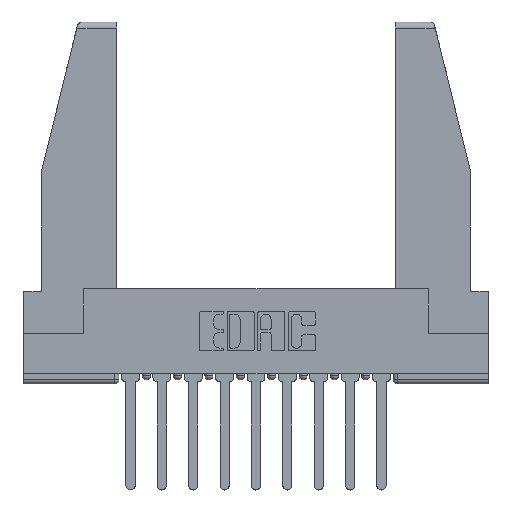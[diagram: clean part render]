
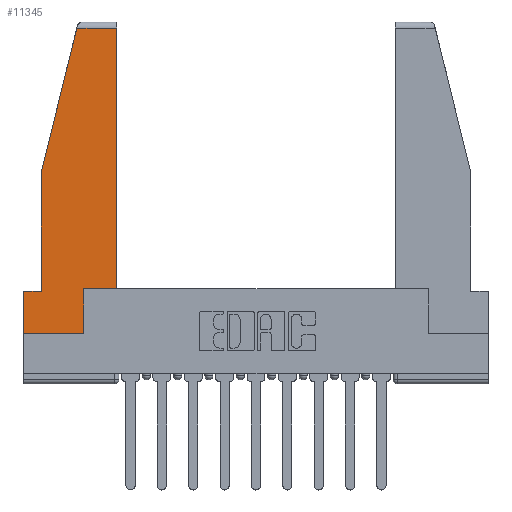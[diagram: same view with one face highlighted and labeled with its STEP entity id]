
A CAD part, top view. The second image highlights one B-rep face of the part: STEP entity #11345.
In plain terms, the highlighted planar face has unit normal (0, 0, 1).
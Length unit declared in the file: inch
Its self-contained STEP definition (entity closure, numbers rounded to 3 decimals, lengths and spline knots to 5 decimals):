
#32 = VECTOR ( 'NONE', #55, 39.37008 ) ;
#55 = DIRECTION ( 'NONE',  ( 1., 0., 0. ) ) ;
#130 = EDGE_LOOP ( 'NONE', ( #3340, #9168, #8264, #3055, #1347, #13009, #8979, #3216, #10415 ) ) ;
#234 = CARTESIAN_POINT ( 'NONE',  ( 0.2636, 1.52, 0. ) ) ;
#625 = VERTEX_POINT ( 'NONE', #1052 ) ;
#1052 = CARTESIAN_POINT ( 'NONE',  ( 0.086, 0.8, 0. ) ) ;
#1285 = DIRECTION ( 'NONE',  ( 1., 0., 0. ) ) ;
#1347 = ORIENTED_EDGE ( 'NONE', *, *, #2469, .T. ) ;
#2167 = EDGE_CURVE ( 'NONE', #7639, #7499, #6431, .T. ) ;
#2207 = DIRECTION ( 'NONE',  ( -0.239, -0.971, 0. ) ) ;
#2268 = EDGE_CURVE ( 'NONE', #6844, #11095, #13417, .T. ) ;
#2295 = LINE ( 'NONE', #6750, #32 ) ;
#2338 = CARTESIAN_POINT ( 'NONE',  ( 0., 0.21, 0. ) ) ;
#2461 = FACE_OUTER_BOUND ( 'NONE', #130, .T. ) ;
#2469 = EDGE_CURVE ( 'NONE', #12237, #6844, #2554, .T. ) ;
#2554 = LINE ( 'NONE', #9036, #4466 ) ;
#2743 = VECTOR ( 'NONE', #7158, 39.37008 ) ;
#2863 = DIRECTION ( 'NONE',  ( 0., 1., 0. ) ) ;
#3003 = LINE ( 'NONE', #4020, #13006 ) ;
#3055 = ORIENTED_EDGE ( 'NONE', *, *, #5226, .T. ) ;
#3216 = ORIENTED_EDGE ( 'NONE', *, *, #5178, .T. ) ;
#3340 = ORIENTED_EDGE ( 'NONE', *, *, #5951, .T. ) ;
#3445 = DIRECTION ( 'NONE',  ( -1., 0., 0. ) ) ;
#3491 = CARTESIAN_POINT ( 'NONE',  ( 0.297, 0.223, 0. ) ) ;
#3513 = PLANE ( 'NONE',  #4089 ) ;
#3901 = VECTOR ( 'NONE', #1285, 39.37008 ) ;
#4020 = CARTESIAN_POINT ( 'NONE',  ( 0.461, 0.223, 0. ) ) ;
#4089 = AXIS2_PLACEMENT_3D ( 'NONE', #5740, #11436, #4649 ) ;
#4466 = VECTOR ( 'NONE', #3445, 39.37008 ) ;
#4579 = EDGE_CURVE ( 'NONE', #11742, #8023, #6898, .T. ) ;
#4649 = DIRECTION ( 'NONE',  ( 1., 0., 0. ) ) ;
#4717 = LINE ( 'NONE', #5447, #9341 ) ;
#5178 = EDGE_CURVE ( 'NONE', #9957, #11742, #13507, .T. ) ;
#5226 = EDGE_CURVE ( 'NONE', #625, #12237, #4717, .T. ) ;
#5447 = CARTESIAN_POINT ( 'NONE',  ( 0.086, 0.8, 0. ) ) ;
#5740 = CARTESIAN_POINT ( 'NONE',  ( 0., 0., 0. ) ) ;
#5951 = EDGE_CURVE ( 'NONE', #8023, #7639, #3003, .T. ) ;
#6278 = DIRECTION ( 'NONE',  ( 0., 1., 0. ) ) ;
#6431 = LINE ( 'NONE', #13852, #2743 ) ;
#6750 = CARTESIAN_POINT ( 'NONE',  ( 0., 0., 0. ) ) ;
#6844 = VERTEX_POINT ( 'NONE', #2338 ) ;
#6898 = LINE ( 'NONE', #3491, #3901 ) ;
#7158 = DIRECTION ( 'NONE',  ( -1., 0., 0. ) ) ;
#7300 = CARTESIAN_POINT ( 'NONE',  ( 0.297, 0., 0. ) ) ;
#7413 = VECTOR ( 'NONE', #2207, 39.37008 ) ;
#7499 = VERTEX_POINT ( 'NONE', #234 ) ;
#7639 = VERTEX_POINT ( 'NONE', #9498 ) ;
#8023 = VERTEX_POINT ( 'NONE', #9225 ) ;
#8264 = ORIENTED_EDGE ( 'NONE', *, *, #14091, .T. ) ;
#8979 = ORIENTED_EDGE ( 'NONE', *, *, #11168, .T. ) ;
#9036 = CARTESIAN_POINT ( 'NONE',  ( 0., 0.21, 0. ) ) ;
#9077 = CARTESIAN_POINT ( 'NONE',  ( 0.297, 0., 0. ) ) ;
#9168 = ORIENTED_EDGE ( 'NONE', *, *, #2167, .T. ) ;
#9225 = CARTESIAN_POINT ( 'NONE',  ( 0.461, 0.223, 0. ) ) ;
#9341 = VECTOR ( 'NONE', #12120, 39.37008 ) ;
#9498 = CARTESIAN_POINT ( 'NONE',  ( 0.461, 1.52, 0. ) ) ;
#9957 = VERTEX_POINT ( 'NONE', #9077 ) ;
#10374 = LINE ( 'NONE', #11306, #7413 ) ;
#10415 = ORIENTED_EDGE ( 'NONE', *, *, #4579, .T. ) ;
#10862 = CARTESIAN_POINT ( 'NONE',  ( 0., 0., 0. ) ) ;
#11095 = VERTEX_POINT ( 'NONE', #10862 ) ;
#11168 = EDGE_CURVE ( 'NONE', #11095, #9957, #2295, .T. ) ;
#11306 = CARTESIAN_POINT ( 'NONE',  ( 0.271, 1.55, 0. ) ) ;
#11345 = ADVANCED_FACE ( 'NONE', ( #2461 ), #3513, .T. ) ;
#11436 = DIRECTION ( 'NONE',  ( 0., 0., 1. ) ) ;
#11492 = VECTOR ( 'NONE', #14241, 39.37008 ) ;
#11742 = VERTEX_POINT ( 'NONE', #11886 ) ;
#11886 = CARTESIAN_POINT ( 'NONE',  ( 0.297, 0.223, 0. ) ) ;
#12120 = DIRECTION ( 'NONE',  ( 0., -1., 0. ) ) ;
#12237 = VERTEX_POINT ( 'NONE', #12934 ) ;
#12777 = CARTESIAN_POINT ( 'NONE',  ( 0., 0.21, 0. ) ) ;
#12934 = CARTESIAN_POINT ( 'NONE',  ( 0.086, 0.21, 0. ) ) ;
#13006 = VECTOR ( 'NONE', #6278, 39.37008 ) ;
#13009 = ORIENTED_EDGE ( 'NONE', *, *, #2268, .T. ) ;
#13417 = LINE ( 'NONE', #12777, #11492 ) ;
#13507 = LINE ( 'NONE', #7300, #14214 ) ;
#13852 = CARTESIAN_POINT ( 'NONE',  ( 0., 1.52, 0. ) ) ;
#14091 = EDGE_CURVE ( 'NONE', #7499, #625, #10374, .T. ) ;
#14214 = VECTOR ( 'NONE', #2863, 39.37008 ) ;
#14241 = DIRECTION ( 'NONE',  ( 0., -1., 0. ) ) ;
